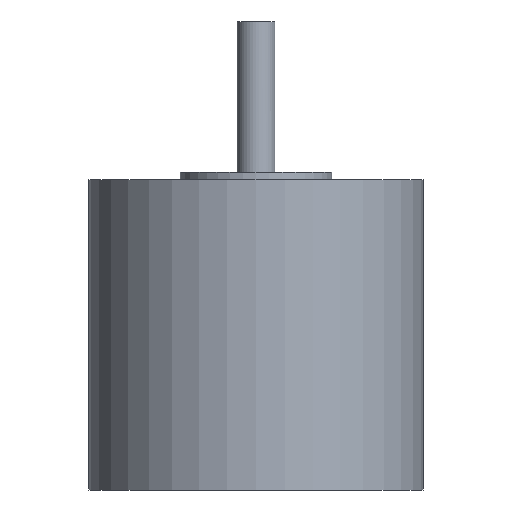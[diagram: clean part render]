
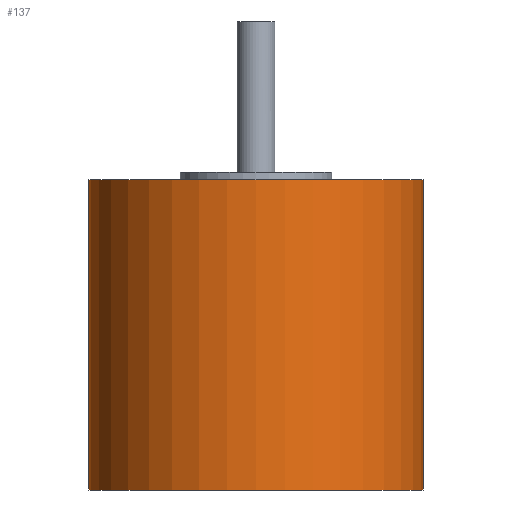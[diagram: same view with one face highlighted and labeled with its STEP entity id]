
A CAD part, front view. The second image highlights one B-rep face of the part: STEP entity #137.
In plain terms, the highlighted cylindrical face has radius 14 mm (diameter 28 mm), a full revolution.
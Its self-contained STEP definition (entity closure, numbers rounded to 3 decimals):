
#137 = ADVANCED_FACE( '', ( #302, #303, #304 ), #305, .T. );
#302 = FACE_OUTER_BOUND( '', #489, .T. );
#303 = FACE_OUTER_BOUND( '', #490, .T. );
#304 = FACE_BOUND( '', #491, .T. );
#305 = CYLINDRICAL_SURFACE( '', #492, 14. );
#489 = EDGE_LOOP( '', ( #756 ) );
#490 = EDGE_LOOP( '', ( #757 ) );
#491 = EDGE_LOOP( '', ( #758, #759, #760, #761 ) );
#492 = AXIS2_PLACEMENT_3D( '', #762, #763, #764 );
#756 = ORIENTED_EDGE( '', *, *, #931, .T. );
#757 = ORIENTED_EDGE( '', *, *, #932, .F. );
#758 = ORIENTED_EDGE( '', *, *, #933, .T. );
#759 = ORIENTED_EDGE( '', *, *, #885, .T. );
#760 = ORIENTED_EDGE( '', *, *, #880, .T. );
#761 = ORIENTED_EDGE( '', *, *, #894, .T. );
#762 = CARTESIAN_POINT( '', ( 0., 0., 13. ) );
#763 = DIRECTION( '', ( 0., 0., 1. ) );
#764 = DIRECTION( '', ( -1., 0., 0. ) );
#880 = EDGE_CURVE( '', #997, #1001, #1003, .F. );
#885 = EDGE_CURVE( '', #1007, #997, #1010, .F. );
#894 = EDGE_CURVE( '', #1001, #1021, #1023, .T. );
#931 = EDGE_CURVE( '', #1077, #1077, #1078, .T. );
#932 = EDGE_CURVE( '', #1079, #1079, #1080, .T. );
#933 = EDGE_CURVE( '', #1021, #1007, #1081, .T. );
#997 = VERTEX_POINT( '', #1154 );
#1001 = VERTEX_POINT( '', #1160 );
#1003 = LINE( '', #1163, #1164 );
#1007 = VERTEX_POINT( '', #1168 );
#1010 = CIRCLE( '', #1173, 14. );
#1021 = VERTEX_POINT( '', #1184 );
#1023 = B_SPLINE_CURVE_WITH_KNOTS( '', 3, ( #1187, #1188, #1189, #1190, #1191, #1192, #1193, #1194, #1195, #1196, #1197, #1198, #1199, #1200, #1201, #1202, #1203, #1204, #1205, #1206, #1207, #1208, #1209, #1210, #1211, #1212, #1213, #1214, #1215, #1216, #1217, #1218, #1219, #1220 ), .UNSPECIFIED., .F., .F., ( 4, 2, 2, 2, 2, 2, 2, 2, 2, 2, 2, 2, 2, 2, 2, 2, 4 ), ( 0., 0.001, 0.001, 0.002, 0.003, 0.003, 0.004, 0.004, 0.005, 0.006, 0.006, 0.007, 0.008, 0.008, 0.009, 0.01, 0.01 ), .UNSPECIFIED. );
#1077 = VERTEX_POINT( '', #1275 );
#1078 = CIRCLE( '', #1276, 14. );
#1079 = VERTEX_POINT( '', #1277 );
#1080 = CIRCLE( '', #1278, 14. );
#1081 = LINE( '', #1279, #1280 );
#1154 = CARTESIAN_POINT( '', ( 3.25, 13.618, -12. ) );
#1160 = CARTESIAN_POINT( '', ( 3.25, 13.618, -8.55 ) );
#1163 = CARTESIAN_POINT( '', ( 3.25, 13.618, 13. ) );
#1164 = VECTOR( '', #1350, 1000. );
#1168 = CARTESIAN_POINT( '', ( -3.25, 13.618, -12. ) );
#1173 = AXIS2_PLACEMENT_3D( '', #1353, #1354, #1355 );
#1184 = CARTESIAN_POINT( '', ( -3.25, 13.618, -8.55 ) );
#1187 = CARTESIAN_POINT( '', ( 3.25, 13.618, -8.55 ) );
#1188 = CARTESIAN_POINT( '', ( 3.25, 13.618, -8.335 ) );
#1189 = CARTESIAN_POINT( '', ( 3.229, 13.623, -8.123 ) );
#1190 = CARTESIAN_POINT( '', ( 3.146, 13.642, -7.707 ) );
#1191 = CARTESIAN_POINT( '', ( 3.083, 13.657, -7.5 ) );
#1192 = CARTESIAN_POINT( '', ( 2.92, 13.692, -7.107 ) );
#1193 = CARTESIAN_POINT( '', ( 2.82, 13.714, -6.92 ) );
#1194 = CARTESIAN_POINT( '', ( 2.584, 13.76, -6.568 ) );
#1195 = CARTESIAN_POINT( '', ( 2.447, 13.785, -6.401 ) );
#1196 = CARTESIAN_POINT( '', ( 2.149, 13.835, -6.103 ) );
#1197 = CARTESIAN_POINT( '', ( 1.986, 13.86, -5.968 ) );
#1198 = CARTESIAN_POINT( '', ( 1.631, 13.906, -5.731 ) );
#1199 = CARTESIAN_POINT( '', ( 1.443, 13.927, -5.63 ) );
#1200 = CARTESIAN_POINT( '', ( 1.052, 13.962, -5.468 ) );
#1201 = CARTESIAN_POINT( '', ( 0.847, 13.976, -5.405 ) );
#1202 = CARTESIAN_POINT( '', ( 0.427, 13.995, -5.321 ) );
#1203 = CARTESIAN_POINT( '', ( 0.216, 14., -5.3 ) );
#1204 = CARTESIAN_POINT( '', ( -0.21, 14., -5.3 ) );
#1205 = CARTESIAN_POINT( '', ( -0.426, 13.995, -5.321 ) );
#1206 = CARTESIAN_POINT( '', ( -0.843, 13.976, -5.404 ) );
#1207 = CARTESIAN_POINT( '', ( -1.046, 13.962, -5.466 ) );
#1208 = CARTESIAN_POINT( '', ( -1.441, 13.927, -5.629 ) );
#1209 = CARTESIAN_POINT( '', ( -1.63, 13.906, -5.73 ) );
#1210 = CARTESIAN_POINT( '', ( -1.981, 13.86, -5.965 ) );
#1211 = CARTESIAN_POINT( '', ( -2.146, 13.835, -6.1 ) );
#1212 = CARTESIAN_POINT( '', ( -2.448, 13.785, -6.401 ) );
#1213 = CARTESIAN_POINT( '', ( -2.582, 13.76, -6.565 ) );
#1214 = CARTESIAN_POINT( '', ( -2.817, 13.714, -6.916 ) );
#1215 = CARTESIAN_POINT( '', ( -2.919, 13.692, -7.106 ) );
#1216 = CARTESIAN_POINT( '', ( -3.082, 13.657, -7.498 ) );
#1217 = CARTESIAN_POINT( '', ( -3.144, 13.642, -7.701 ) );
#1218 = CARTESIAN_POINT( '', ( -3.228, 13.623, -8.119 ) );
#1219 = CARTESIAN_POINT( '', ( -3.25, 13.618, -8.335 ) );
#1220 = CARTESIAN_POINT( '', ( -3.25, 13.618, -8.55 ) );
#1275 = CARTESIAN_POINT( '', ( 14., 0., 13. ) );
#1276 = AXIS2_PLACEMENT_3D( '', #1421, #1422, #1423 );
#1277 = CARTESIAN_POINT( '', ( 14., 0., -13. ) );
#1278 = AXIS2_PLACEMENT_3D( '', #1424, #1425, #1426 );
#1279 = CARTESIAN_POINT( '', ( -3.25, 13.618, 13. ) );
#1280 = VECTOR( '', #1427, 1000. );
#1350 = DIRECTION( '', ( 0., 0., -1. ) );
#1353 = CARTESIAN_POINT( '', ( 0., 0., -12. ) );
#1354 = DIRECTION( '', ( 0., 0., 1. ) );
#1355 = DIRECTION( '', ( 1., 0., 0. ) );
#1421 = CARTESIAN_POINT( '', ( 0., 0., 13. ) );
#1422 = DIRECTION( '', ( 0., 0., -1. ) );
#1423 = DIRECTION( '', ( 1., 0., 0. ) );
#1424 = CARTESIAN_POINT( '', ( 0., 0., -13. ) );
#1425 = DIRECTION( '', ( 0., 0., -1. ) );
#1426 = DIRECTION( '', ( 1., 0., 0. ) );
#1427 = DIRECTION( '', ( 0., 0., -1. ) );
